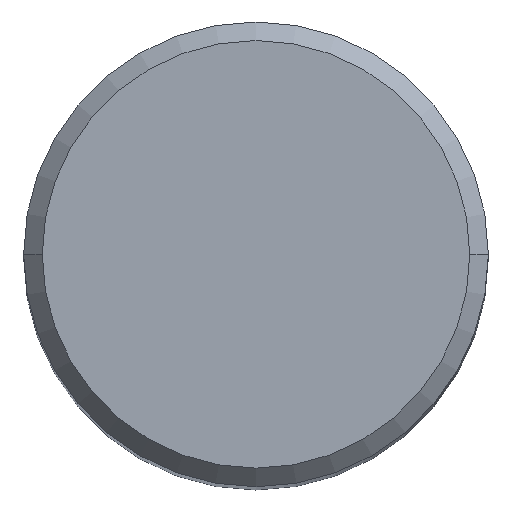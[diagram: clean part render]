
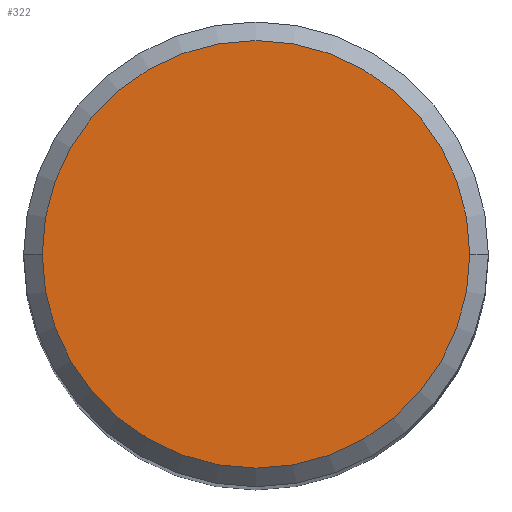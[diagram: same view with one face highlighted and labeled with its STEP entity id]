
A CAD part, top view. The second image highlights one B-rep face of the part: STEP entity #322.
In plain terms, the highlighted planar face has unit normal (0, 0, 1).
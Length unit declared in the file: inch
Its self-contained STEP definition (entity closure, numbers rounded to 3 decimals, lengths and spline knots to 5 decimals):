
#13 = PLANE ( 'NONE',  #324 ) ;
#21 = DIRECTION ( 'NONE',  ( 0., 0., 1. ) ) ;
#44 = EDGE_LOOP ( 'NONE', ( #350, #150 ) ) ;
#106 = EDGE_CURVE ( 'NONE', #195, #218, #313, .T. ) ;
#131 = DIRECTION ( 'NONE',  ( 1., 0., 0. ) ) ;
#150 = ORIENTED_EDGE ( 'NONE', *, *, #191, .T. ) ;
#154 = CARTESIAN_POINT ( 'NONE',  ( 0., 0.1725, 0. ) ) ;
#191 = EDGE_CURVE ( 'NONE', #218, #195, #386, .T. ) ;
#195 = VERTEX_POINT ( 'NONE', #203 ) ;
#203 = CARTESIAN_POINT ( 'NONE',  ( -0.1725, 0., 0. ) ) ;
#218 = VERTEX_POINT ( 'NONE', #420 ) ;
#236 = CARTESIAN_POINT ( 'NONE',  ( 0., 0., 0. ) ) ;
#258 = DIRECTION ( 'NONE',  ( -1., 0., 0. ) ) ;
#313 = CIRCLE ( 'NONE', #411, 0.1725 ) ;
#314 = CARTESIAN_POINT ( 'NONE',  ( 0., 0., 0. ) ) ;
#322 = ADVANCED_FACE ( 'NONE', ( #371 ), #13, .F. ) ;
#324 = AXIS2_PLACEMENT_3D ( 'NONE', #154, #372, #258 ) ;
#350 = ORIENTED_EDGE ( 'NONE', *, *, #106, .T. ) ;
#371 = FACE_OUTER_BOUND ( 'NONE', #44, .T. ) ;
#372 = DIRECTION ( 'NONE',  ( 0., 0., -1. ) ) ;
#373 = AXIS2_PLACEMENT_3D ( 'NONE', #236, #21, #462 ) ;
#386 = CIRCLE ( 'NONE', #373, 0.1725 ) ;
#411 = AXIS2_PLACEMENT_3D ( 'NONE', #314, #423, #131 ) ;
#420 = CARTESIAN_POINT ( 'NONE',  ( 0.1725, 0., 0. ) ) ;
#423 = DIRECTION ( 'NONE',  ( 0., 0., 1. ) ) ;
#462 = DIRECTION ( 'NONE',  ( 1., 0., 0. ) ) ;
